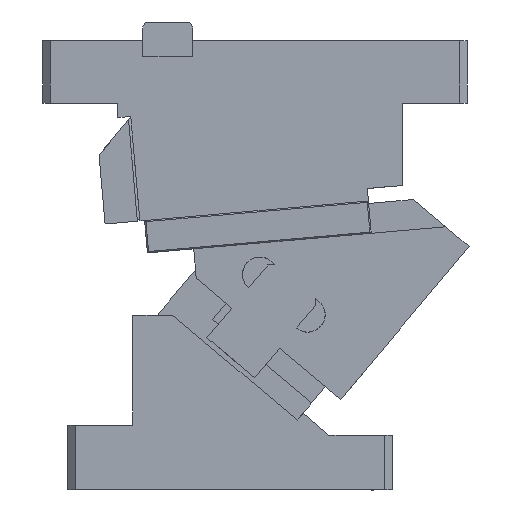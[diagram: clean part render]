
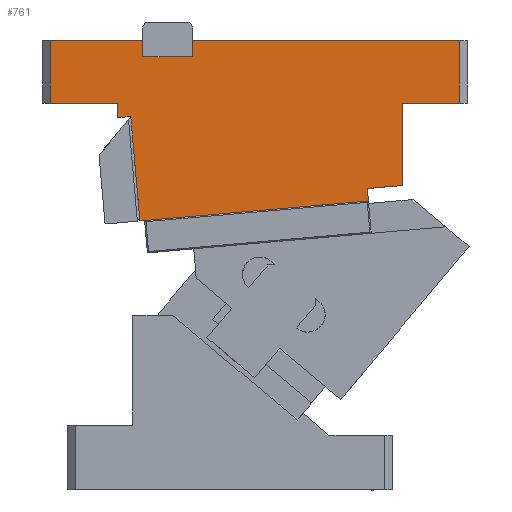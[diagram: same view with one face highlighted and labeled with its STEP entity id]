
A CAD part, front view. The second image highlights one B-rep face of the part: STEP entity #761.
In plain terms, the highlighted planar face has unit normal (0, -1, 0).
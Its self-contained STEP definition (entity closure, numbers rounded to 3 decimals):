
#167=CARTESIAN_POINT('Vertex',(-7.,0.,180.)) ;
#170=CARTESIAN_POINT('Line Origine',(11.5,0.,180.)) ;
#174=CARTESIAN_POINT('Vertex',(30.,0.,180.)) ;
#404=CARTESIAN_POINT('Vertex',(20.,0.,155.)) ;
#407=CARTESIAN_POINT('Line Origine',(6.5,0.,155.)) ;
#411=CARTESIAN_POINT('Vertex',(-7.,0.,155.)) ;
#605=CARTESIAN_POINT('Line Origine',(-7.,0.,167.5)) ;
#617=CARTESIAN_POINT('Axis2P3D Location',(30.758,0.,107.958)) ;
#622=CARTESIAN_POINT('Line Origine',(103.5,0.,180.)) ;
#626=CARTESIAN_POINT('Vertex',(50.,0.,180.)) ;
#628=CARTESIAN_POINT('Vertex',(157.,0.,180.)) ;
#631=CARTESIAN_POINT('Line Origine',(50.,0.,176.75)) ;
#635=CARTESIAN_POINT('Vertex',(50.,0.,173.5)) ;
#638=CARTESIAN_POINT('Line Origine',(40.,0.,173.5)) ;
#642=CARTESIAN_POINT('Vertex',(30.,0.,173.5)) ;
#645=CARTESIAN_POINT('Line Origine',(30.,0.,176.75)) ;
#650=CARTESIAN_POINT('Line Origine',(20.,0.,152.101)) ;
#654=CARTESIAN_POINT('Vertex',(20.,0.,149.202)) ;
#657=CARTESIAN_POINT('Line Origine',(22.601,0.,149.429)) ;
#661=CARTESIAN_POINT('Vertex',(25.202,0.,149.657)) ;
#664=CARTESIAN_POINT('Line Origine',(25.465,0.,146.656)) ;
#668=CARTESIAN_POINT('Vertex',(25.727,0.,143.655)) ;
#671=CARTESIAN_POINT('Line Origine',(25.793,0.,142.908)) ;
#675=CARTESIAN_POINT('Vertex',(25.858,0.,142.161)) ;
#678=CARTESIAN_POINT('Line Origine',(26.686,0.,132.697)) ;
#682=CARTESIAN_POINT('Vertex',(27.514,0.,123.233)) ;
#685=CARTESIAN_POINT('Line Origine',(28.19,0.,115.513)) ;
#689=CARTESIAN_POINT('Vertex',(28.865,0.,107.792)) ;
#692=CARTESIAN_POINT('Line Origine',(29.811,0.,107.875)) ;
#696=CARTESIAN_POINT('Vertex',(30.758,0.,107.958)) ;
#699=CARTESIAN_POINT('Line Origine',(75.587,0.,111.88)) ;
#703=CARTESIAN_POINT('Vertex',(120.415,0.,115.802)) ;
#706=CARTESIAN_POINT('Line Origine',(120.197,0.,118.292)) ;
#710=CARTESIAN_POINT('Vertex',(119.98,0.,120.783)) ;
#713=CARTESIAN_POINT('Line Origine',(126.99,0.,121.396)) ;
#717=CARTESIAN_POINT('Vertex',(134.,0.,122.009)) ;
#720=CARTESIAN_POINT('Line Origine',(134.,0.,138.505)) ;
#724=CARTESIAN_POINT('Vertex',(134.,0.,155.)) ;
#727=CARTESIAN_POINT('Line Origine',(145.5,0.,155.)) ;
#731=CARTESIAN_POINT('Vertex',(157.,0.,155.)) ;
#734=CARTESIAN_POINT('Line Origine',(157.,0.,167.5)) ;
#171=DIRECTION('Vector Direction',(1.,0.,0.)) ;
#408=DIRECTION('Vector Direction',(1.,0.,0.)) ;
#606=DIRECTION('Vector Direction',(0.,0.,1.)) ;
#618=DIRECTION('Axis2P3D Direction',(0.,-1.,0.)) ;
#619=DIRECTION('Axis2P3D XDirection',(0.996,0.,0.087)) ;
#623=DIRECTION('Vector Direction',(1.,0.,0.)) ;
#632=DIRECTION('Vector Direction',(0.,0.,1.)) ;
#639=DIRECTION('Vector Direction',(1.,0.,0.)) ;
#646=DIRECTION('Vector Direction',(0.,0.,-1.)) ;
#651=DIRECTION('Vector Direction',(0.,0.,-1.)) ;
#658=DIRECTION('Vector Direction',(0.996,0.,0.087)) ;
#665=DIRECTION('Vector Direction',(-0.087,0.,0.996)) ;
#672=DIRECTION('Vector Direction',(0.087,0.,-0.996)) ;
#679=DIRECTION('Vector Direction',(-0.087,0.,0.996)) ;
#686=DIRECTION('Vector Direction',(0.087,0.,-0.996)) ;
#693=DIRECTION('Vector Direction',(0.996,0.,0.087)) ;
#700=DIRECTION('Vector Direction',(0.996,0.,0.087)) ;
#707=DIRECTION('Vector Direction',(-0.087,0.,0.996)) ;
#714=DIRECTION('Vector Direction',(0.996,0.,0.087)) ;
#721=DIRECTION('Vector Direction',(0.,0.,1.)) ;
#728=DIRECTION('Vector Direction',(1.,0.,0.)) ;
#735=DIRECTION('Vector Direction',(0.,0.,-1.)) ;
#620=AXIS2_PLACEMENT_3D('Plane Axis2P3D',#617,#618,#619) ;
#740=ORIENTED_EDGE('',*,*,#630,.F.) ;
#741=ORIENTED_EDGE('',*,*,#637,.F.) ;
#742=ORIENTED_EDGE('',*,*,#644,.F.) ;
#743=ORIENTED_EDGE('',*,*,#649,.F.) ;
#744=ORIENTED_EDGE('',*,*,#176,.F.) ;
#745=ORIENTED_EDGE('',*,*,#609,.T.) ;
#746=ORIENTED_EDGE('',*,*,#413,.T.) ;
#747=ORIENTED_EDGE('',*,*,#656,.T.) ;
#748=ORIENTED_EDGE('',*,*,#663,.T.) ;
#749=ORIENTED_EDGE('',*,*,#670,.F.) ;
#750=ORIENTED_EDGE('',*,*,#677,.T.) ;
#751=ORIENTED_EDGE('',*,*,#684,.F.) ;
#752=ORIENTED_EDGE('',*,*,#691,.T.) ;
#753=ORIENTED_EDGE('',*,*,#698,.T.) ;
#754=ORIENTED_EDGE('',*,*,#705,.T.) ;
#755=ORIENTED_EDGE('',*,*,#712,.T.) ;
#756=ORIENTED_EDGE('',*,*,#719,.T.) ;
#757=ORIENTED_EDGE('',*,*,#726,.T.) ;
#758=ORIENTED_EDGE('',*,*,#733,.T.) ;
#759=ORIENTED_EDGE('',*,*,#738,.T.) ;
#172=VECTOR('Line Direction',#171,1.) ;
#409=VECTOR('Line Direction',#408,1.) ;
#607=VECTOR('Line Direction',#606,1.) ;
#624=VECTOR('Line Direction',#623,1.) ;
#633=VECTOR('Line Direction',#632,1.) ;
#640=VECTOR('Line Direction',#639,1.) ;
#647=VECTOR('Line Direction',#646,1.) ;
#652=VECTOR('Line Direction',#651,1.) ;
#659=VECTOR('Line Direction',#658,1.) ;
#666=VECTOR('Line Direction',#665,1.) ;
#673=VECTOR('Line Direction',#672,1.) ;
#680=VECTOR('Line Direction',#679,1.) ;
#687=VECTOR('Line Direction',#686,1.) ;
#694=VECTOR('Line Direction',#693,1.) ;
#701=VECTOR('Line Direction',#700,1.) ;
#708=VECTOR('Line Direction',#707,1.) ;
#715=VECTOR('Line Direction',#714,1.) ;
#722=VECTOR('Line Direction',#721,1.) ;
#729=VECTOR('Line Direction',#728,1.) ;
#736=VECTOR('Line Direction',#735,1.) ;
#761=ADVANCED_FACE('CAM HOLDER',(#760),#621,.T.) ;
#176=EDGE_CURVE('',#168,#175,#173,.T.) ;
#413=EDGE_CURVE('',#412,#405,#410,.T.) ;
#609=EDGE_CURVE('',#168,#412,#608,.F.) ;
#630=EDGE_CURVE('',#627,#629,#625,.T.) ;
#637=EDGE_CURVE('',#636,#627,#634,.T.) ;
#644=EDGE_CURVE('',#643,#636,#641,.T.) ;
#649=EDGE_CURVE('',#175,#643,#648,.T.) ;
#656=EDGE_CURVE('',#405,#655,#653,.T.) ;
#663=EDGE_CURVE('',#655,#662,#660,.T.) ;
#670=EDGE_CURVE('',#669,#662,#667,.T.) ;
#677=EDGE_CURVE('',#669,#676,#674,.T.) ;
#684=EDGE_CURVE('',#683,#676,#681,.T.) ;
#691=EDGE_CURVE('',#683,#690,#688,.T.) ;
#698=EDGE_CURVE('',#690,#697,#695,.T.) ;
#705=EDGE_CURVE('',#697,#704,#702,.T.) ;
#712=EDGE_CURVE('',#704,#711,#709,.T.) ;
#719=EDGE_CURVE('',#711,#718,#716,.T.) ;
#726=EDGE_CURVE('',#718,#725,#723,.T.) ;
#733=EDGE_CURVE('',#725,#732,#730,.T.) ;
#738=EDGE_CURVE('',#732,#629,#737,.F.) ;
#739=EDGE_LOOP('',(#740,#741,#742,#743,#744,#745,#746,#747,#748,#749,#750,#751,#752,#753,#754,#755,#756,#757,#758,#759)) ;
#760=FACE_OUTER_BOUND('',#739,.T.) ;
#173=LINE('Line',#170,#172) ;
#410=LINE('Line',#407,#409) ;
#608=LINE('Line',#605,#607) ;
#625=LINE('Line',#622,#624) ;
#634=LINE('Line',#631,#633) ;
#641=LINE('Line',#638,#640) ;
#648=LINE('Line',#645,#647) ;
#653=LINE('Line',#650,#652) ;
#660=LINE('Line',#657,#659) ;
#667=LINE('Line',#664,#666) ;
#674=LINE('Line',#671,#673) ;
#681=LINE('Line',#678,#680) ;
#688=LINE('Line',#685,#687) ;
#695=LINE('Line',#692,#694) ;
#702=LINE('Line',#699,#701) ;
#709=LINE('Line',#706,#708) ;
#716=LINE('Line',#713,#715) ;
#723=LINE('Line',#720,#722) ;
#730=LINE('Line',#727,#729) ;
#737=LINE('Line',#734,#736) ;
#621=PLANE('Plane',#620) ;
#168=VERTEX_POINT('',#167) ;
#175=VERTEX_POINT('',#174) ;
#405=VERTEX_POINT('',#404) ;
#412=VERTEX_POINT('',#411) ;
#627=VERTEX_POINT('',#626) ;
#629=VERTEX_POINT('',#628) ;
#636=VERTEX_POINT('',#635) ;
#643=VERTEX_POINT('',#642) ;
#655=VERTEX_POINT('',#654) ;
#662=VERTEX_POINT('',#661) ;
#669=VERTEX_POINT('',#668) ;
#676=VERTEX_POINT('',#675) ;
#683=VERTEX_POINT('',#682) ;
#690=VERTEX_POINT('',#689) ;
#697=VERTEX_POINT('',#696) ;
#704=VERTEX_POINT('',#703) ;
#711=VERTEX_POINT('',#710) ;
#718=VERTEX_POINT('',#717) ;
#725=VERTEX_POINT('',#724) ;
#732=VERTEX_POINT('',#731) ;
